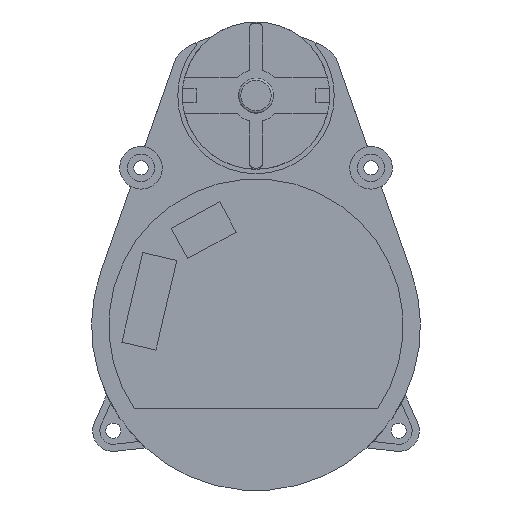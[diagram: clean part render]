
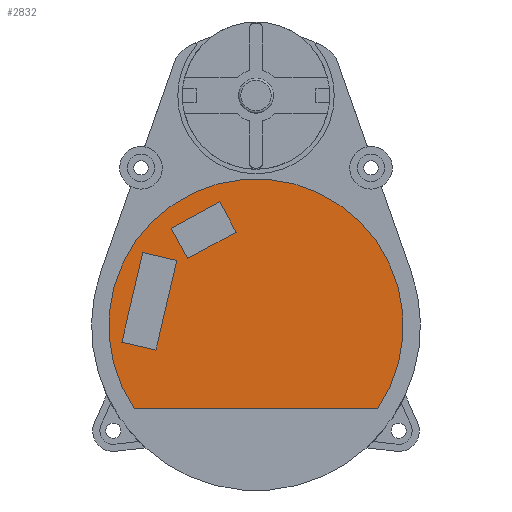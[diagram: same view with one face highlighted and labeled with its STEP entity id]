
A CAD part, front view. The second image highlights one B-rep face of the part: STEP entity #2832.
In plain terms, the highlighted planar face has unit normal (0, -1, 0).
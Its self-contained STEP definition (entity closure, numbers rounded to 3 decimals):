
#29=FACE_BOUND('',#367,.T.);
#30=FACE_BOUND('',#368,.T.);
#73=PLANE('',#3108);
#204=FACE_OUTER_BOUND('',#366,.T.);
#366=EDGE_LOOP('',(#2171,#2172));
#367=EDGE_LOOP('',(#2173,#2174,#2175,#2176));
#368=EDGE_LOOP('',(#2177,#2178,#2179,#2180));
#551=LINE('',#4682,#778);
#555=LINE('',#4694,#782);
#559=LINE('',#4702,#786);
#562=LINE('',#4708,#789);
#565=LINE('',#4713,#792);
#567=LINE('',#4719,#794);
#571=LINE('',#4727,#798);
#574=LINE('',#4733,#801);
#577=LINE('',#4738,#804);
#778=VECTOR('',#3689,10.);
#782=VECTOR('',#3701,10.);
#786=VECTOR('',#3707,10.);
#789=VECTOR('',#3712,10.);
#792=VECTOR('',#3717,10.);
#794=VECTOR('',#3723,10.);
#798=VECTOR('',#3729,10.);
#801=VECTOR('',#3734,10.);
#804=VECTOR('',#3739,10.);
#1030=CIRCLE('',#3097,32.);
#1258=VERTEX_POINT('',#4680);
#1259=VERTEX_POINT('',#4681);
#1262=VERTEX_POINT('',#4692);
#1263=VERTEX_POINT('',#4693);
#1266=VERTEX_POINT('',#4701);
#1268=VERTEX_POINT('',#4707);
#1270=VERTEX_POINT('',#4717);
#1271=VERTEX_POINT('',#4718);
#1274=VERTEX_POINT('',#4726);
#1276=VERTEX_POINT('',#4732);
#1592=EDGE_CURVE('',#1258,#1259,#551,.T.);
#1597=EDGE_CURVE('',#1259,#1258,#1030,.T.);
#1598=EDGE_CURVE('',#1262,#1263,#555,.T.);
#1602=EDGE_CURVE('',#1263,#1266,#559,.T.);
#1605=EDGE_CURVE('',#1266,#1268,#562,.T.);
#1608=EDGE_CURVE('',#1268,#1262,#565,.T.);
#1610=EDGE_CURVE('',#1270,#1271,#567,.T.);
#1614=EDGE_CURVE('',#1271,#1274,#571,.T.);
#1617=EDGE_CURVE('',#1274,#1276,#574,.T.);
#1620=EDGE_CURVE('',#1276,#1270,#577,.T.);
#2171=ORIENTED_EDGE('',*,*,#1592,.T.);
#2172=ORIENTED_EDGE('',*,*,#1597,.T.);
#2173=ORIENTED_EDGE('',*,*,#1598,.T.);
#2174=ORIENTED_EDGE('',*,*,#1602,.T.);
#2175=ORIENTED_EDGE('',*,*,#1605,.T.);
#2176=ORIENTED_EDGE('',*,*,#1608,.T.);
#2177=ORIENTED_EDGE('',*,*,#1610,.T.);
#2178=ORIENTED_EDGE('',*,*,#1614,.T.);
#2179=ORIENTED_EDGE('',*,*,#1617,.T.);
#2180=ORIENTED_EDGE('',*,*,#1620,.T.);
#2832=ADVANCED_FACE('',(#204,#29,#30),#73,.T.);
#3097=AXIS2_PLACEMENT_3D('',#4690,#3697,#3698);
#3108=AXIS2_PLACEMENT_3D('',#4741,#3743,#3744);
#3689=DIRECTION('',(1.,0.,0.));
#3697=DIRECTION('center_axis',(0.,-1.,0.));
#3698=DIRECTION('ref_axis',(1.,0.,0.));
#3701=DIRECTION('',(0.974,0.,-0.227));
#3707=DIRECTION('',(-0.227,0.,-0.974));
#3712=DIRECTION('',(-0.974,0.,0.227));
#3717=DIRECTION('',(0.227,0.,0.974));
#3723=DIRECTION('',(-0.479,0.,0.878));
#3729=DIRECTION('',(0.878,0.,0.479));
#3734=DIRECTION('',(0.479,0.,-0.878));
#3739=DIRECTION('',(-0.878,0.,-0.479));
#3743=DIRECTION('center_axis',(0.,-1.,0.));
#3744=DIRECTION('ref_axis',(1.,0.,0.));
#4680=CARTESIAN_POINT('',(-26.458,-12.75,-18.));
#4681=CARTESIAN_POINT('',(26.458,-12.75,-18.));
#4682=CARTESIAN_POINT('',(-13.229,-12.75,-18.));
#4690=CARTESIAN_POINT('Origin',(0.,-12.75,0.));
#4692=CARTESIAN_POINT('',(-24.612,-12.75,16.));
#4693=CARTESIAN_POINT('',(-17.21,-12.75,14.276));
#4694=CARTESIAN_POINT('',(-7.471,-12.75,12.008));
#4701=CARTESIAN_POINT('',(-21.747,-12.75,-5.202));
#4702=CARTESIAN_POINT('',(-20.613,-12.75,-0.333));
#4707=CARTESIAN_POINT('',(-29.149,-12.75,-3.478));
#4708=CARTESIAN_POINT('',(-15.709,-12.75,-6.609));
#4713=CARTESIAN_POINT('',(-25.746,-12.75,11.131));
#4717=CARTESIAN_POINT('',(-14.846,-12.75,14.683));
#4718=CARTESIAN_POINT('',(-18.438,-12.75,21.267));
#4719=CARTESIAN_POINT('',(-11.852,-12.75,9.197));
#4726=CARTESIAN_POINT('',(-7.904,-12.75,27.014));
#4727=CARTESIAN_POINT('',(-10.537,-12.75,25.578));
#4732=CARTESIAN_POINT('',(-4.312,-12.75,20.431));
#4733=CARTESIAN_POINT('',(0.478,-12.75,11.652));
#4738=CARTESIAN_POINT('',(-12.212,-12.75,16.12));
#4741=CARTESIAN_POINT('Origin',(0.,-12.75,0.));
